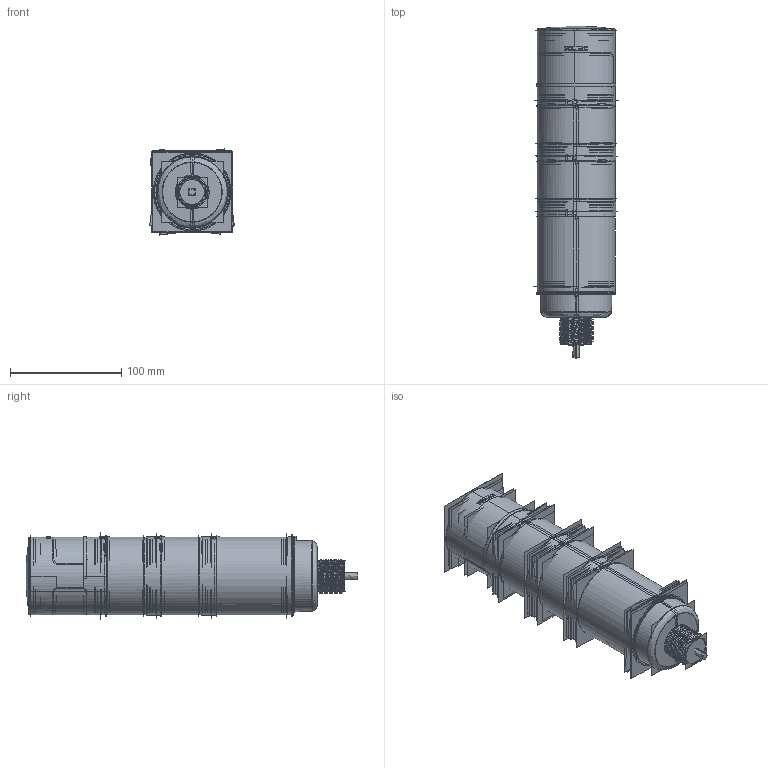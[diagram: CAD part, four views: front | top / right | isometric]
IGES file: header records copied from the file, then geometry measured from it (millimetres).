
Start section:  PTC IGES file: 191426.igs
Global section: file name: 191426.igs; native system: Creo Parametric by Parametric Technology Corporation; preprocessor: 2013230; author: pdmadmin; organization: Unknown; date: 20160225.123222; units: millimetre
Bounding box: 76.13 x 298.71 x 77.54 mm (x, y, z)
Volume: 261729.8 mm3; surface area: 1325308.8 mm2
Topology: 10 solids, 13 shells, 5132 faces, 25240 edges, 31519 vertices
Faces by surface type: revolution 2598, bspline 2490, extrusion 44
